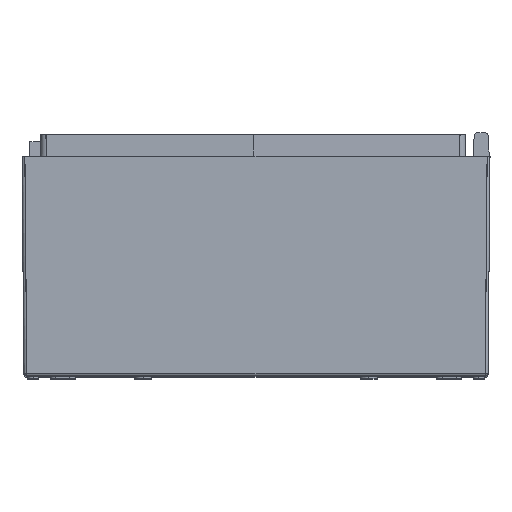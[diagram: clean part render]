
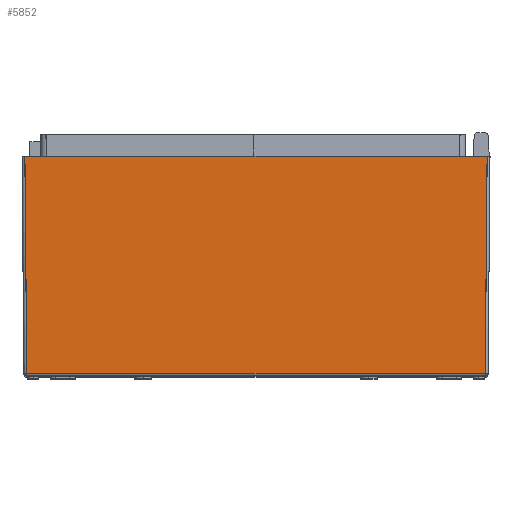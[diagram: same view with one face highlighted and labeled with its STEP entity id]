
A CAD part, top view. The second image highlights one B-rep face of the part: STEP entity #5852.
In plain terms, the highlighted planar face has unit normal (0, -0.009, 1).
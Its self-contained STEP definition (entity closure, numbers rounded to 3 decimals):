
#113 = VECTOR ( 'NONE', #3747, 1000. ) ;
#424 = DIRECTION ( 'NONE',  ( 1., 0., 0. ) ) ;
#428 = CARTESIAN_POINT ( 'NONE',  ( -207.5, 0., 307.5 ) ) ;
#1079 = DIRECTION ( 'NONE',  ( 0., -0.009, 1. ) ) ;
#1117 = LINE ( 'NONE', #4561, #7829 ) ;
#1161 = VERTEX_POINT ( 'NONE', #7681 ) ;
#1266 = EDGE_LOOP ( 'NONE', ( #3553, #7097, #3777, #8961 ) ) ;
#1268 = VECTOR ( 'NONE', #7477, 1000. ) ;
#1751 = PLANE ( 'NONE',  #6279 ) ;
#1765 = CARTESIAN_POINT ( 'NONE',  ( -204.9, 0., 307.5 ) ) ;
#1827 = EDGE_CURVE ( 'NONE', #6798, #6238, #8914, .T. ) ;
#3553 = ORIENTED_EDGE ( 'NONE', *, *, #1827, .T. ) ;
#3747 = DIRECTION ( 'NONE',  ( 0.009, 1., 0.009 ) ) ;
#3749 = VERTEX_POINT ( 'NONE', #6018 ) ;
#3777 = ORIENTED_EDGE ( 'NONE', *, *, #4003, .T. ) ;
#3881 = LINE ( 'NONE', #4007, #1268 ) ;
#4003 = EDGE_CURVE ( 'NONE', #3749, #1161, #7559, .T. ) ;
#4007 = CARTESIAN_POINT ( 'NONE',  ( 203.198, -192.423, 305.821 ) ) ;
#4465 = FACE_OUTER_BOUND ( 'NONE', #1266, .T. ) ;
#4561 = CARTESIAN_POINT ( 'NONE',  ( -207.5, 0., 307.5 ) ) ;
#4858 = EDGE_CURVE ( 'NONE', #6798, #1161, #1117, .T. ) ;
#4974 = CARTESIAN_POINT ( 'NONE',  ( -203.221, -192.423, 305.821 ) ) ;
#5184 = CARTESIAN_POINT ( 'NONE',  ( 204.869, -3.598, 307.469 ) ) ;
#5852 = ADVANCED_FACE ( 'NONE', ( #4465 ), #1751, .T. ) ;
#6018 = CARTESIAN_POINT ( 'NONE',  ( 203.221, -192.423, 305.821 ) ) ;
#6238 = VERTEX_POINT ( 'NONE', #4974 ) ;
#6279 = AXIS2_PLACEMENT_3D ( 'NONE', #428, #1079, #7347 ) ;
#6798 = VERTEX_POINT ( 'NONE', #1765 ) ;
#7006 = CARTESIAN_POINT ( 'NONE',  ( -204.9, 0.023, 307.5 ) ) ;
#7059 = VECTOR ( 'NONE', #7185, 1000. ) ;
#7097 = ORIENTED_EDGE ( 'NONE', *, *, #7933, .T. ) ;
#7185 = DIRECTION ( 'NONE',  ( 0.009, -1., -0.009 ) ) ;
#7347 = DIRECTION ( 'NONE',  ( 0., -1., -0.009 ) ) ;
#7477 = DIRECTION ( 'NONE',  ( 1., 0., 0. ) ) ;
#7559 = LINE ( 'NONE', #5184, #113 ) ;
#7681 = CARTESIAN_POINT ( 'NONE',  ( 204.9, 0., 307.5 ) ) ;
#7829 = VECTOR ( 'NONE', #424, 1000. ) ;
#7933 = EDGE_CURVE ( 'NONE', #6238, #3749, #3881, .T. ) ;
#8914 = LINE ( 'NONE', #7006, #7059 ) ;
#8961 = ORIENTED_EDGE ( 'NONE', *, *, #4858, .F. ) ;
